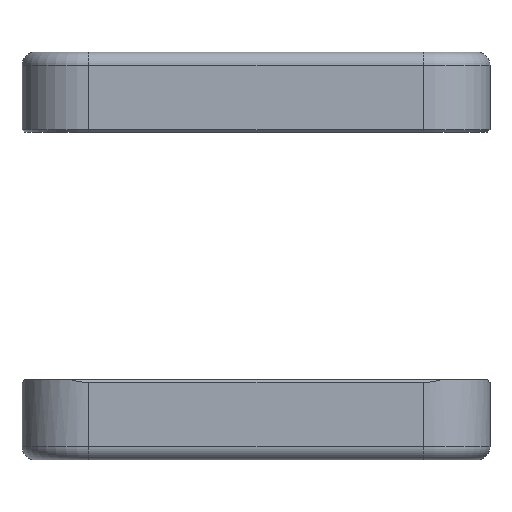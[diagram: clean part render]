
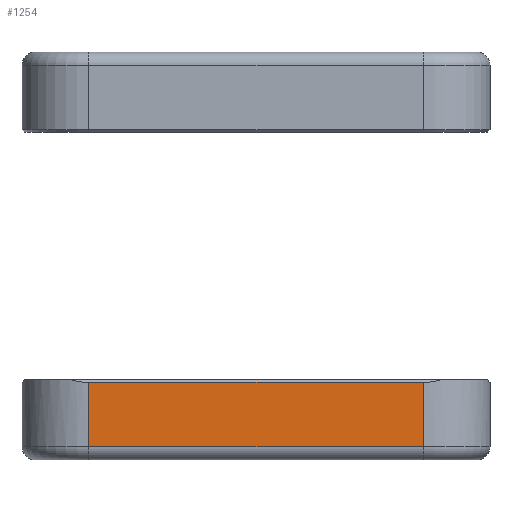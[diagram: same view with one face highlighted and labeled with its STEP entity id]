
A CAD part, left-side view. The second image highlights one B-rep face of the part: STEP entity #1254.
In plain terms, the highlighted planar face has unit normal (-1, 0, 0).
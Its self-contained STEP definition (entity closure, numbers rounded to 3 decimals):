
#122 = VERTEX_POINT ( 'NONE', #2616 ) ;
#433 = EDGE_LOOP ( 'NONE', ( #792, #8132, #3547, #3898 ) ) ;
#513 = LINE ( 'NONE', #8061, #1099 ) ;
#792 = ORIENTED_EDGE ( 'NONE', *, *, #7260, .T. ) ;
#955 = DIRECTION ( 'NONE',  ( 0., 1., 0. ) ) ;
#1099 = VECTOR ( 'NONE', #2384, 1000. ) ;
#1254 = ADVANCED_FACE ( 'NONE', ( #4083 ), #1443, .F. ) ;
#1443 = PLANE ( 'NONE',  #6788 ) ;
#1693 = DIRECTION ( 'NONE',  ( 0., 0., -1. ) ) ;
#1817 = CARTESIAN_POINT ( 'NONE',  ( -102., 36., -10. ) ) ;
#2009 = VECTOR ( 'NONE', #7126, 1000. ) ;
#2344 = CARTESIAN_POINT ( 'NONE',  ( -102., 86., -12. ) ) ;
#2384 = DIRECTION ( 'NONE',  ( 0., 1., 0. ) ) ;
#2513 = CARTESIAN_POINT ( 'NONE',  ( -102., 86., -10. ) ) ;
#2616 = CARTESIAN_POINT ( 'NONE',  ( -102., 86., -0.4 ) ) ;
#2785 = DIRECTION ( 'NONE',  ( 1., 0., 0. ) ) ;
#3425 = LINE ( 'NONE', #7819, #2009 ) ;
#3467 = VERTEX_POINT ( 'NONE', #2513 ) ;
#3547 = ORIENTED_EDGE ( 'NONE', *, *, #6304, .T. ) ;
#3565 = EDGE_CURVE ( 'NONE', #3467, #7384, #3425, .T. ) ;
#3898 = ORIENTED_EDGE ( 'NONE', *, *, #7364, .T. ) ;
#4083 = FACE_OUTER_BOUND ( 'NONE', #433, .T. ) ;
#4969 = VECTOR ( 'NONE', #7129, 1000. ) ;
#5021 = LINE ( 'NONE', #7090, #4969 ) ;
#5176 = VECTOR ( 'NONE', #1693, 1000. ) ;
#5305 = VERTEX_POINT ( 'NONE', #7420 ) ;
#6068 = LINE ( 'NONE', #2344, #5176 ) ;
#6304 = EDGE_CURVE ( 'NONE', #7384, #5305, #5021, .T. ) ;
#6611 = CARTESIAN_POINT ( 'NONE',  ( -102., 0., -12. ) ) ;
#6788 = AXIS2_PLACEMENT_3D ( 'NONE', #6611, #2785, #955 ) ;
#7090 = CARTESIAN_POINT ( 'NONE',  ( -102., 36., -0.4 ) ) ;
#7126 = DIRECTION ( 'NONE',  ( 0., -1., 0. ) ) ;
#7129 = DIRECTION ( 'NONE',  ( 0., 0., 1. ) ) ;
#7260 = EDGE_CURVE ( 'NONE', #122, #3467, #6068, .T. ) ;
#7364 = EDGE_CURVE ( 'NONE', #5305, #122, #513, .T. ) ;
#7384 = VERTEX_POINT ( 'NONE', #1817 ) ;
#7420 = CARTESIAN_POINT ( 'NONE',  ( -102., 36., -0.4 ) ) ;
#7819 = CARTESIAN_POINT ( 'NONE',  ( -102., 0., -10. ) ) ;
#8061 = CARTESIAN_POINT ( 'NONE',  ( -102., 96., -0.4 ) ) ;
#8132 = ORIENTED_EDGE ( 'NONE', *, *, #3565, .T. ) ;
